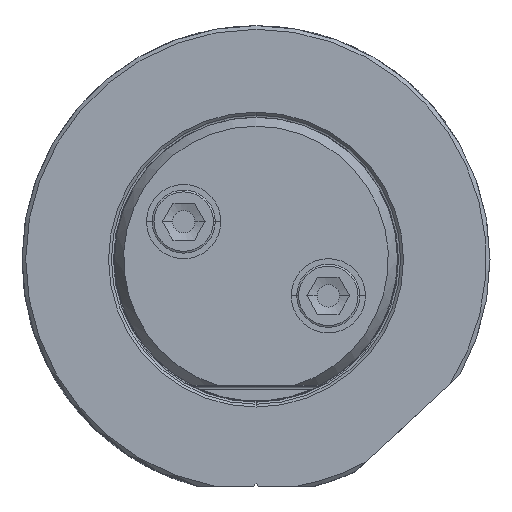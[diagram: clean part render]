
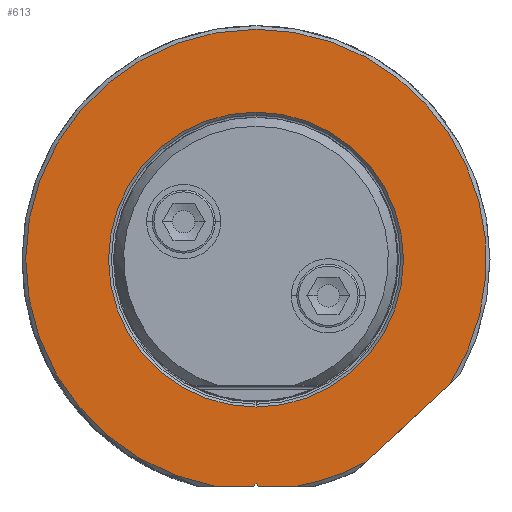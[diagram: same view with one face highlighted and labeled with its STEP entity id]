
A CAD part, top view. The second image highlights one B-rep face of the part: STEP entity #613.
In plain terms, the highlighted planar face has unit normal (0, 0, 1).
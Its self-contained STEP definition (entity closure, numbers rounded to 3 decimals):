
#193=PLANE('',#6120);
#613=ADVANCED_FACE('',(#1030,#1031),#193,.T.);
#1030=FACE_BOUND('',#1093,.T.);
#1031=FACE_BOUND('',#1094,.T.);
#1093=EDGE_LOOP('',(#2838,#2839,#2840,#2841,#2842,#2843,#2844,#2845));
#1094=EDGE_LOOP('',(#2846,#2847));
#1432=CIRCLE('',#6108,31.);
#1433=CIRCLE('',#6109,31.);
#1437=CIRCLE('',#6116,31.);
#1438=CIRCLE('',#6118,19.85);
#1439=CIRCLE('',#6119,19.85);
#1716=LINE('',#10785,#2047);
#1717=LINE('',#10801,#2048);
#1720=LINE('',#10825,#2051);
#1721=LINE('',#10827,#2052);
#1722=LINE('',#10829,#2053);
#2047=VECTOR('',#6907,1.);
#2048=VECTOR('',#6916,1.);
#2051=VECTOR('',#6933,1.);
#2052=VECTOR('',#6934,1.);
#2053=VECTOR('',#6935,1.);
#2838=ORIENTED_EDGE('',*,*,#5124,.T.);
#2839=ORIENTED_EDGE('',*,*,#5116,.T.);
#2840=ORIENTED_EDGE('',*,*,#5114,.T.);
#2841=ORIENTED_EDGE('',*,*,#5113,.T.);
#2842=ORIENTED_EDGE('',*,*,#5111,.F.);
#2843=ORIENTED_EDGE('',*,*,#5125,.T.);
#2844=ORIENTED_EDGE('',*,*,#5126,.T.);
#2845=ORIENTED_EDGE('',*,*,#5127,.F.);
#2846=ORIENTED_EDGE('',*,*,#5128,.T.);
#2847=ORIENTED_EDGE('',*,*,#5129,.T.);
#4494=VERTEX_POINT('',#10784);
#4495=VERTEX_POINT('',#10786);
#4496=VERTEX_POINT('',#10793);
#4497=VERTEX_POINT('',#10795);
#4498=VERTEX_POINT('',#10802);
#4503=VERTEX_POINT('',#10822);
#4504=VERTEX_POINT('',#10826);
#4505=VERTEX_POINT('',#10828);
#4506=VERTEX_POINT('',#10831);
#4507=VERTEX_POINT('',#10832);
#5111=EDGE_CURVE('',#4494,#4495,#1716,.T.);
#5113=EDGE_CURVE('',#4496,#4495,#1432,.T.);
#5114=EDGE_CURVE('',#4497,#4496,#1433,.T.);
#5116=EDGE_CURVE('',#4498,#4497,#1717,.T.);
#5124=EDGE_CURVE('',#4503,#4498,#1437,.T.);
#5125=EDGE_CURVE('',#4494,#4504,#1720,.T.);
#5126=EDGE_CURVE('',#4504,#4505,#1721,.T.);
#5127=EDGE_CURVE('',#4503,#4505,#1722,.T.);
#5128=EDGE_CURVE('',#4506,#4507,#1438,.T.);
#5129=EDGE_CURVE('',#4507,#4506,#1439,.T.);
#6108=AXIS2_PLACEMENT_3D('',#10792,#6910,#6911);
#6109=AXIS2_PLACEMENT_3D('',#10794,#6912,#6913);
#6116=AXIS2_PLACEMENT_3D('',#10823,#6929,#6930);
#6118=AXIS2_PLACEMENT_3D('',#10830,#6936,#6937);
#6119=AXIS2_PLACEMENT_3D('',#10833,#6938,#6939);
#6120=AXIS2_PLACEMENT_3D('',#10834,#6940,#6941);
#6907=DIRECTION('',(-1.,0.,0.));
#6910=DIRECTION('',(0.,0.,1.));
#6911=DIRECTION('',(0.,1.,0.));
#6912=DIRECTION('',(0.,0.,1.));
#6913=DIRECTION('',(0.843,-0.538,0.));
#6916=DIRECTION('',(0.733,0.68,0.));
#6929=DIRECTION('',(0.,0.,1.));
#6930=DIRECTION('',(0.179,-0.984,0.));
#6933=DIRECTION('',(0.707,0.707,0.));
#6934=DIRECTION('',(0.707,-0.707,0.));
#6935=DIRECTION('',(-1.,0.,0.));
#6936=DIRECTION('',(0.,0.,-1.));
#6937=DIRECTION('',(0.,-1.,0.));
#6938=DIRECTION('',(0.,0.,-1.));
#6939=DIRECTION('',(0.,1.,0.));
#6940=DIRECTION('',(0.,0.,1.));
#6941=DIRECTION('',(0.,-1.,0.));
#10784=CARTESIAN_POINT('',(-0.354,-30.5,0.));
#10785=CARTESIAN_POINT('',(-0.354,-30.5,0.));
#10786=CARTESIAN_POINT('',(-5.545,-30.5,0.));
#10792=CARTESIAN_POINT('',(0.,0.,0.));
#10793=CARTESIAN_POINT('',(0.,31.,0.));
#10794=CARTESIAN_POINT('',(0.,0.,0.));
#10795=CARTESIAN_POINT('',(26.131,-16.678,0.));
#10801=CARTESIAN_POINT('',(14.681,-27.303,0.));
#10802=CARTESIAN_POINT('',(14.681,-27.303,0.));
#10822=CARTESIAN_POINT('',(5.545,-30.5,0.));
#10823=CARTESIAN_POINT('',(0.,0.,0.));
#10825=CARTESIAN_POINT('',(-0.354,-30.5,0.));
#10826=CARTESIAN_POINT('',(0.,-30.146,0.));
#10827=CARTESIAN_POINT('',(0.,-30.146,0.));
#10828=CARTESIAN_POINT('',(0.354,-30.5,0.));
#10829=CARTESIAN_POINT('',(5.545,-30.5,0.));
#10830=CARTESIAN_POINT('',(0.,0.,0.));
#10831=CARTESIAN_POINT('',(0.,-19.85,0.));
#10832=CARTESIAN_POINT('',(0.,19.85,0.));
#10833=CARTESIAN_POINT('',(0.,0.,0.));
#10834=CARTESIAN_POINT('',(-0.001,0.25,0.));
